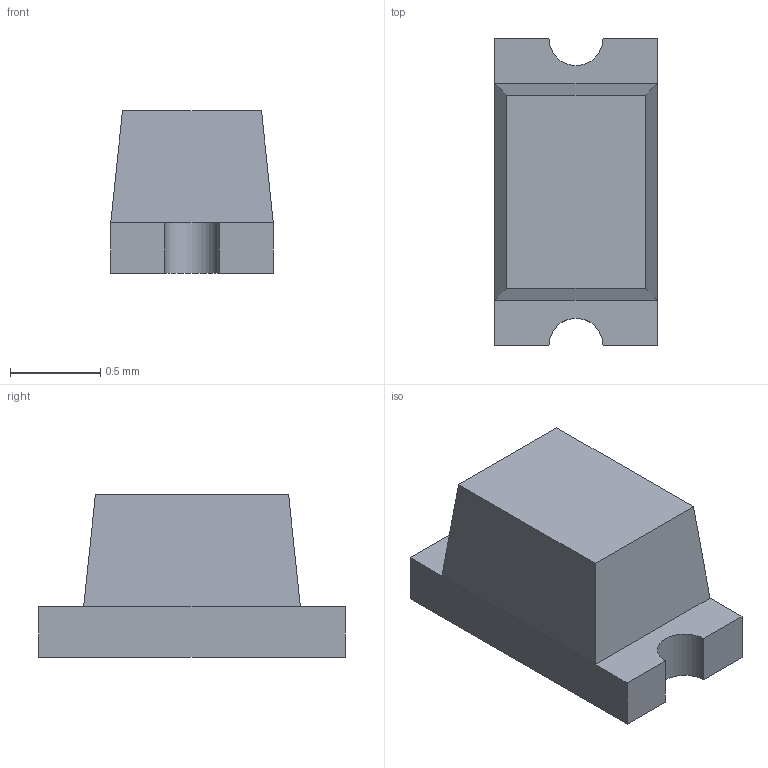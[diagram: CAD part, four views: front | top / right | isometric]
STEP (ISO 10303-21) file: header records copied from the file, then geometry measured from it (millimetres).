
FILE_DESCRIPTION(/* description */ ('Alibre Inc.'),/* implementation_level */ '2;1');
FILE_NAME(/* name */ 'export0',/* time_stamp */ '2012-12-26T13:21:45-08:00',/* author */ (''),/* organization */ (''),/* preprocessor_version */ 'ST-DEVELOPER v14',/* originating_system */ 'Alibre',/* authorisation */ '');
FILE_SCHEMA (('AUTOMOTIVE_DESIGN'));
Length unit declared in the file: centimetre
Bounding box: 0.9 x 1.7 x 0.9 mm (x, y, z)
Volume: 1 mm3; surface area: 6.7 mm2
Topology: 1 solids, 1 shells, 16 faces, 38 edges, 24 vertices
Faces by surface type: plane 14, cylinder 2
Entity records: 447 total; most frequent: ORIENTED_EDGE 76, CARTESIAN_POINT 73, DIRECTION 55, EDGE_CURVE 38, VECTOR 30, LINE 30, VERTEX_POINT 24, AXIS2_PLACEMENT_3D 19
